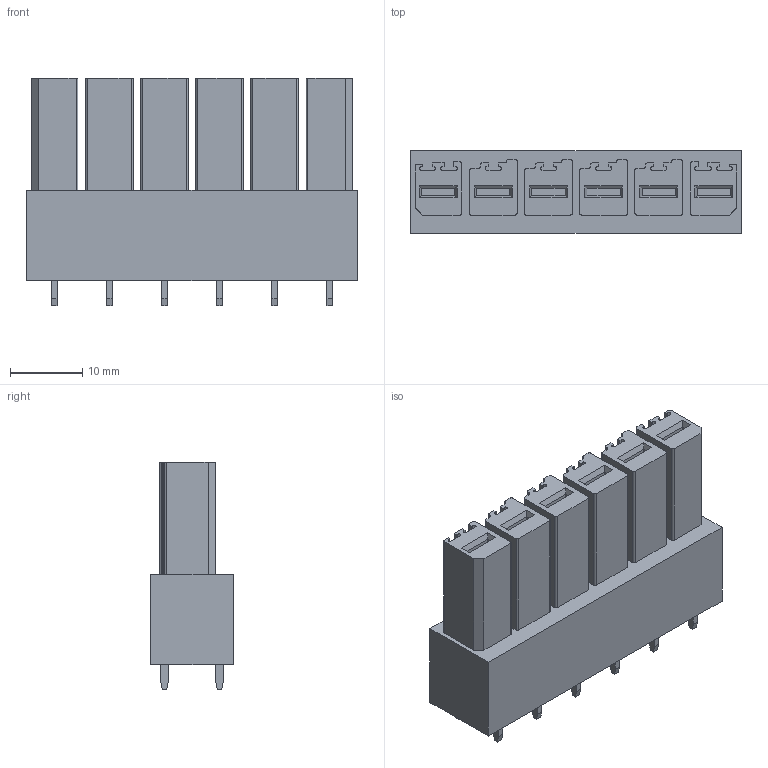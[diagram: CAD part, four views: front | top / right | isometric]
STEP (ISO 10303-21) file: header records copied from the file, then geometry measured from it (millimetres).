
FILE_DESCRIPTION(('CATIA V5 STEP','CAx-IF Rec.Pracs.--- Model Styling and Organization---1.2---2011-12-15'),'2;1');
FILE_NAME ('D1459282_0_1928660000_1928660000.stp','2018-09-06T05:10:29+00:00',('none'),('Weidmueller'),'CATIA Version 5-6 Release 2014','CATIA V5 STEP AP214','none');
FILE_SCHEMA(('AUTOMOTIVE_DESIGN { 1 0 10303 214 1 1 1 1 }'));
Length unit declared in the file: millimetre
Products named in the file (1): 1928660000
Bounding box: 45.72 x 11.4 x 31.5 mm (x, y, z)
Volume: 10504.8 mm3; surface area: 5930.8 mm2
Topology: 13 solids, 13 shells, 302 faces, 768 edges, 504 vertices
Faces by surface type: plane 248, cylinder 54
Entity records: 8313 total; most frequent: ORIENTED_EDGE 1536, CARTESIAN_POINT 1487, DIRECTION 1124, EDGE_CURVE 768, VECTOR 636, LINE 636, VERTEX_POINT 504, EDGE_LOOP 314
